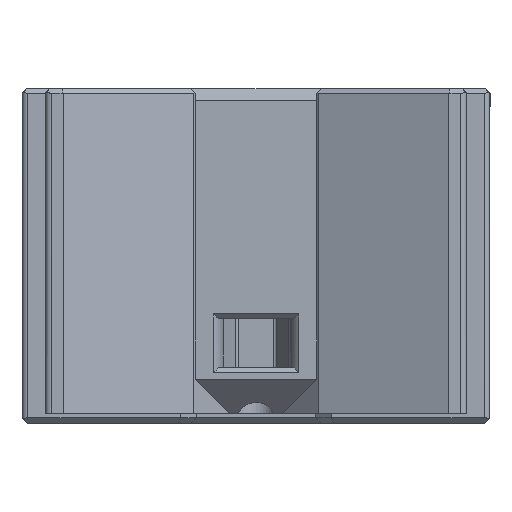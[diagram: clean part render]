
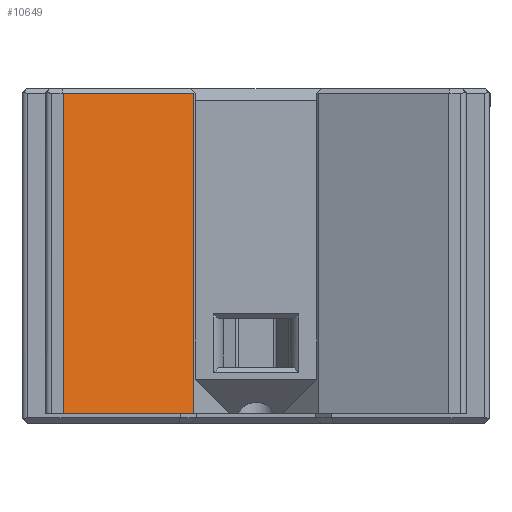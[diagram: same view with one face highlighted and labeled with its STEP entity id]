
A CAD part, left-side view. The second image highlights one B-rep face of the part: STEP entity #10649.
In plain terms, the highlighted planar face has unit normal (-0.927, -0.374, 0).
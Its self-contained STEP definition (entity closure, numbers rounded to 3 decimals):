
#44 = PLANE('',#45);
#45 = AXIS2_PLACEMENT_3D('',#46,#47,#48);
#46 = CARTESIAN_POINT('',(2.893,53.075,41.836
    ));
#47 = DIRECTION('',(0.707,0.707,0.));
#48 = DIRECTION('',(0.707,-0.707,0.));
#154 = PLANE('',#155);
#155 = AXIS2_PLACEMENT_3D('',#156,#157,#158);
#156 = CARTESIAN_POINT('',(9.818,46.952,
    70.254));
#157 = DIRECTION('',(-0.656,-0.265,0.707));
#158 = DIRECTION('',(0.733,0.,0.68));
#308 = VERTEX_POINT('',#309);
#309 = CARTESIAN_POINT('',(9.999,45.969,
    70.054));
#355 = VERTEX_POINT('',#356);
#356 = CARTESIAN_POINT('',(5.5,57.111,
    70.054));
#382 = EDGE_CURVE('',#355,#308,#383,.T.);
#383 = SURFACE_CURVE('',#384,(#388,#395),.PCURVE_S1.);
#384 = LINE('',#385,#386);
#385 = CARTESIAN_POINT('',(9.632,46.877,
    70.054));
#386 = VECTOR('',#387,1.);
#387 = DIRECTION('',(0.374,-0.927,0.)
  );
#388 = PCURVE('',#154,#389);
#389 = DEFINITIONAL_REPRESENTATION('',(#390),#394);
#390 = LINE('',#391,#392);
#391 = CARTESIAN_POINT('',(-0.272,-0.078));
#392 = VECTOR('',#393,1.);
#393 = DIRECTION('',(0.275,-0.962));
#394 = ( GEOMETRIC_REPRESENTATION_CONTEXT(2) 
PARAMETRIC_REPRESENTATION_CONTEXT() REPRESENTATION_CONTEXT('2D SPACE',''
  ) );
#395 = PCURVE('',#396,#401);
#396 = PLANE('',#397);
#397 = AXIS2_PLACEMENT_3D('',#398,#399,#400);
#398 = CARTESIAN_POINT('',(6.5,54.634,
    15.54));
#399 = DIRECTION('',(-0.927,-0.374,0.)
  );
#400 = DIRECTION('',(0.374,-0.927,0.)
  );
#401 = DEFINITIONAL_REPRESENTATION('',(#402),#406);
#402 = LINE('',#403,#404);
#403 = CARTESIAN_POINT('',(8.366,54.514));
#404 = VECTOR('',#405,1.);
#405 = DIRECTION('',(1.,0.));
#406 = ( GEOMETRIC_REPRESENTATION_CONTEXT(2) 
PARAMETRIC_REPRESENTATION_CONTEXT() REPRESENTATION_CONTEXT('2D SPACE',''
  ) );
#517 = EDGE_CURVE('',#518,#308,#520,.T.);
#518 = VERTEX_POINT('',#519);
#519 = CARTESIAN_POINT('',(9.999,45.969,
    42.69));
#520 = SURFACE_CURVE('',#521,(#525,#532),.PCURVE_S1.);
#521 = LINE('',#522,#523);
#522 = CARTESIAN_POINT('',(9.999,45.969,
    28.688));
#523 = VECTOR('',#524,1.);
#524 = DIRECTION('',(0.,0.,1.));
#525 = PCURVE('',#44,#526);
#526 = DEFINITIONAL_REPRESENTATION('',(#527),#531);
#527 = LINE('',#528,#529);
#528 = CARTESIAN_POINT('',(10.05,13.148));
#529 = VECTOR('',#530,1.);
#530 = DIRECTION('',(0.,-1.));
#531 = ( GEOMETRIC_REPRESENTATION_CONTEXT(2) 
PARAMETRIC_REPRESENTATION_CONTEXT() REPRESENTATION_CONTEXT('2D SPACE',''
  ) );
#532 = PCURVE('',#396,#533);
#533 = DEFINITIONAL_REPRESENTATION('',(#534),#538);
#534 = LINE('',#535,#536);
#535 = CARTESIAN_POINT('',(9.345,13.148));
#536 = VECTOR('',#537,1.);
#537 = DIRECTION('',(0.,1.));
#538 = ( GEOMETRIC_REPRESENTATION_CONTEXT(2) 
PARAMETRIC_REPRESENTATION_CONTEXT() REPRESENTATION_CONTEXT('2D SPACE',''
  ) );
#556 = PLANE('',#557);
#557 = AXIS2_PLACEMENT_3D('',#558,#559,#560);
#558 = CARTESIAN_POINT('',(12.05,40.714,
    42.69));
#559 = DIRECTION('',(0.,0.,1.));
#560 = DIRECTION('',(0.,1.,0.));
#5552 = PLANE('',#5553);
#5553 = AXIS2_PLACEMENT_3D('',#5554,#5555,#5556);
#5554 = CARTESIAN_POINT('',(5.5,60.634,
    15.54));
#5555 = DIRECTION('',(-1.,0.,0.));
#5556 = DIRECTION('',(0.,-1.,0.));
#6785 = EDGE_CURVE('',#518,#6786,#6788,.T.);
#6786 = VERTEX_POINT('',#6787);
#6787 = CARTESIAN_POINT('',(5.5,57.111,
    42.69));
#6788 = SURFACE_CURVE('',#6789,(#6793,#6800),.PCURVE_S1.);
#6789 = LINE('',#6790,#6791);
#6790 = CARTESIAN_POINT('',(9.334,47.616,
    42.69));
#6791 = VECTOR('',#6792,1.);
#6792 = DIRECTION('',(-0.374,0.927,0.)
  );
#6793 = PCURVE('',#556,#6794);
#6794 = DEFINITIONAL_REPRESENTATION('',(#6795),#6799);
#6795 = LINE('',#6796,#6797);
#6796 = CARTESIAN_POINT('',(6.902,2.716));
#6797 = VECTOR('',#6798,1.);
#6798 = DIRECTION('',(0.927,0.374));
#6799 = ( GEOMETRIC_REPRESENTATION_CONTEXT(2) 
PARAMETRIC_REPRESENTATION_CONTEXT() REPRESENTATION_CONTEXT('2D SPACE',''
  ) );
#6800 = PCURVE('',#396,#6801);
#6801 = DEFINITIONAL_REPRESENTATION('',(#6802),#6806);
#6802 = LINE('',#6803,#6804);
#6803 = CARTESIAN_POINT('',(7.569,27.15));
#6804 = VECTOR('',#6805,1.);
#6805 = DIRECTION('',(-1.,0.));
#6806 = ( GEOMETRIC_REPRESENTATION_CONTEXT(2) 
PARAMETRIC_REPRESENTATION_CONTEXT() REPRESENTATION_CONTEXT('2D SPACE',''
  ) );
#10649 = ADVANCED_FACE('',(#10650),#396,.T.);
#10650 = FACE_BOUND('',#10651,.T.);
#10651 = EDGE_LOOP('',(#10652,#10653,#10654,#10675));
#10652 = ORIENTED_EDGE('',*,*,#517,.T.);
#10653 = ORIENTED_EDGE('',*,*,#382,.F.);
#10654 = ORIENTED_EDGE('',*,*,#10655,.F.);
#10655 = EDGE_CURVE('',#6786,#355,#10656,.T.);
#10656 = SURFACE_CURVE('',#10657,(#10661,#10668),.PCURVE_S1.);
#10657 = LINE('',#10658,#10659);
#10658 = CARTESIAN_POINT('',(5.5,57.111,
    15.54));
#10659 = VECTOR('',#10660,1.);
#10660 = DIRECTION('',(0.,0.,1.));
#10661 = PCURVE('',#396,#10662);
#10662 = DEFINITIONAL_REPRESENTATION('',(#10663),#10667);
#10663 = LINE('',#10664,#10665);
#10664 = CARTESIAN_POINT('',(-2.671,0.));
#10665 = VECTOR('',#10666,1.);
#10666 = DIRECTION('',(0.,1.));
#10667 = ( GEOMETRIC_REPRESENTATION_CONTEXT(2) 
PARAMETRIC_REPRESENTATION_CONTEXT() REPRESENTATION_CONTEXT('2D SPACE',''
  ) );
#10668 = PCURVE('',#5552,#10669);
#10669 = DEFINITIONAL_REPRESENTATION('',(#10670),#10674);
#10670 = LINE('',#10671,#10672);
#10671 = CARTESIAN_POINT('',(3.524,0.));
#10672 = VECTOR('',#10673,1.);
#10673 = DIRECTION('',(0.,1.));
#10674 = ( GEOMETRIC_REPRESENTATION_CONTEXT(2) 
PARAMETRIC_REPRESENTATION_CONTEXT() REPRESENTATION_CONTEXT('2D SPACE',''
  ) );
#10675 = ORIENTED_EDGE('',*,*,#6785,.F.);
